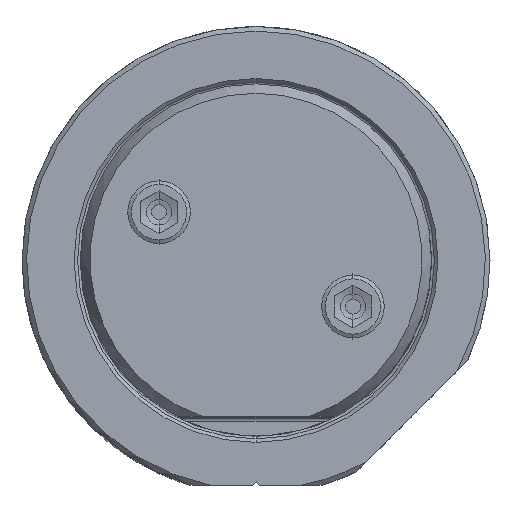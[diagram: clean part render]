
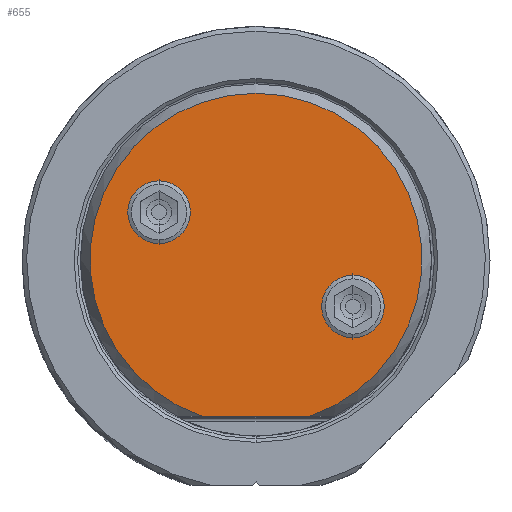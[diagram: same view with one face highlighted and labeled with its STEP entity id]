
A CAD part, top view. The second image highlights one B-rep face of the part: STEP entity #655.
In plain terms, the highlighted planar face has unit normal (0, 0, 1).
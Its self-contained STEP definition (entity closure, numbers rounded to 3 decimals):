
#206=PLANE('',#6182);
#655=ADVANCED_FACE('',(#1028,#1029,#1030),#206,.T.);
#1028=FACE_BOUND('',#1132,.T.);
#1029=FACE_BOUND('',#1133,.T.);
#1030=FACE_BOUND('',#1134,.T.);
#1132=EDGE_LOOP('',(#2923,#2924,#2925));
#1133=EDGE_LOOP('',(#2926,#2927));
#1134=EDGE_LOOP('',(#2928,#2929));
#1501=LINE('',#11708,#1832);
#1832=VECTOR('',#7176,1.);
#2162=CIRCLE('',#6172,18.022);
#2163=CIRCLE('',#6173,18.022);
#2164=CIRCLE('',#6178,3.4);
#2165=CIRCLE('',#6179,3.4);
#2166=CIRCLE('',#6180,3.4);
#2167=CIRCLE('',#6181,3.4);
#2923=ORIENTED_EDGE('',*,*,#5068,.T.);
#2924=ORIENTED_EDGE('',*,*,#5071,.T.);
#2925=ORIENTED_EDGE('',*,*,#5069,.T.);
#2926=ORIENTED_EDGE('',*,*,#5074,.T.);
#2927=ORIENTED_EDGE('',*,*,#5075,.T.);
#2928=ORIENTED_EDGE('',*,*,#5076,.T.);
#2929=ORIENTED_EDGE('',*,*,#5077,.T.);
#4407=VERTEX_POINT('',#11698);
#4408=VERTEX_POINT('',#11700);
#4409=VERTEX_POINT('',#11702);
#4410=VERTEX_POINT('',#11715);
#4411=VERTEX_POINT('',#11716);
#4412=VERTEX_POINT('',#11719);
#4413=VERTEX_POINT('',#11720);
#5068=EDGE_CURVE('',#4408,#4407,#2162,.T.);
#5069=EDGE_CURVE('',#4409,#4408,#2163,.T.);
#5071=EDGE_CURVE('',#4407,#4409,#1501,.T.);
#5074=EDGE_CURVE('',#4410,#4411,#2164,.T.);
#5075=EDGE_CURVE('',#4411,#4410,#2165,.T.);
#5076=EDGE_CURVE('',#4412,#4413,#2166,.T.);
#5077=EDGE_CURVE('',#4413,#4412,#2167,.T.);
#6172=AXIS2_PLACEMENT_3D('',#11699,#7170,#7171);
#6173=AXIS2_PLACEMENT_3D('',#11701,#7172,#7173);
#6178=AXIS2_PLACEMENT_3D('',#11714,#7185,#7186);
#6179=AXIS2_PLACEMENT_3D('',#11717,#7187,#7188);
#6180=AXIS2_PLACEMENT_3D('',#11718,#7189,#7190);
#6181=AXIS2_PLACEMENT_3D('',#11721,#7191,#7192);
#6182=AXIS2_PLACEMENT_3D('',#11722,#7193,#7194);
#7170=DIRECTION('',(0.,0.,1.));
#7171=DIRECTION('',(0.,1.,0.));
#7172=DIRECTION('',(0.,0.,1.));
#7173=DIRECTION('',(0.324,-0.946,0.));
#7176=DIRECTION('',(1.,0.,0.));
#7185=DIRECTION('',(0.,0.,-1.));
#7186=DIRECTION('',(1.,0.,0.));
#7187=DIRECTION('',(0.,0.,-1.));
#7188=DIRECTION('',(-1.,0.,0.));
#7189=DIRECTION('',(0.,0.,-1.));
#7190=DIRECTION('',(1.,0.,0.));
#7191=DIRECTION('',(0.,0.,-1.));
#7192=DIRECTION('',(-1.,0.,0.));
#7193=DIRECTION('',(0.,0.,1.));
#7194=DIRECTION('',(1.,0.,0.));
#11698=CARTESIAN_POINT('',(-5.839,-17.05,69.85));
#11699=CARTESIAN_POINT('',(0.,0.,69.85));
#11700=CARTESIAN_POINT('',(0.,18.022,69.85));
#11701=CARTESIAN_POINT('',(0.,0.,69.85));
#11702=CARTESIAN_POINT('',(5.839,-17.05,69.85));
#11708=CARTESIAN_POINT('',(-5.839,-17.05,69.85));
#11714=CARTESIAN_POINT('',(10.524,-5.12,69.85));
#11715=CARTESIAN_POINT('',(13.924,-5.12,69.85));
#11716=CARTESIAN_POINT('',(7.124,-5.12,69.85));
#11717=CARTESIAN_POINT('',(10.524,-5.12,69.85));
#11718=CARTESIAN_POINT('',(-10.524,5.12,69.85));
#11719=CARTESIAN_POINT('',(-7.124,5.12,69.85));
#11720=CARTESIAN_POINT('',(-13.924,5.12,69.85));
#11721=CARTESIAN_POINT('',(-10.524,5.12,69.85));
#11722=CARTESIAN_POINT('',(0.,0.486,69.85));
